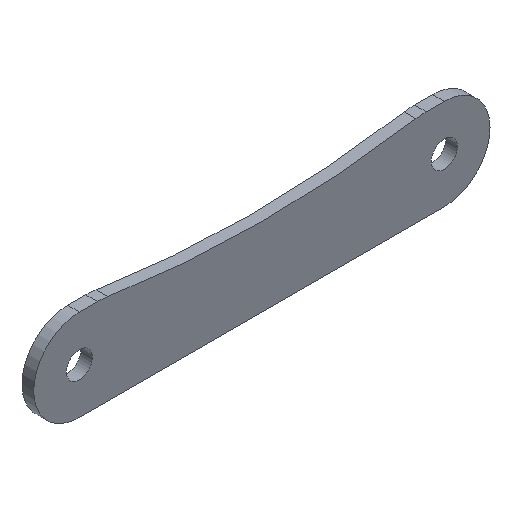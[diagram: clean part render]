
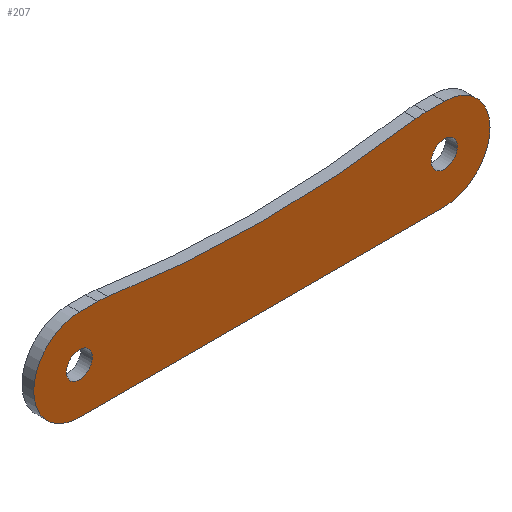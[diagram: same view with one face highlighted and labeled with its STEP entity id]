
A CAD part, isometric view. The second image highlights one B-rep face of the part: STEP entity #207.
In plain terms, the highlighted planar face has unit normal (0, -1, 0).
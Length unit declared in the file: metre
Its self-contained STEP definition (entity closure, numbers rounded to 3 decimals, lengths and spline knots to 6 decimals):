
#26=CIRCLE('',#240,0.0035);
#27=CIRCLE('',#241,0.0035);
#28=CIRCLE('',#242,0.005);
#29=CIRCLE('',#243,0.075);
#30=CIRCLE('',#244,0.005);
#31=CIRCLE('',#245,0.001);
#32=CIRCLE('',#246,0.001);
#43=ORIENTED_EDGE('',*,*,#99,.F.);
#44=ORIENTED_EDGE('',*,*,#100,.T.);
#45=ORIENTED_EDGE('',*,*,#101,.T.);
#46=ORIENTED_EDGE('',*,*,#102,.T.);
#47=ORIENTED_EDGE('',*,*,#103,.F.);
#48=ORIENTED_EDGE('',*,*,#104,.T.);
#49=ORIENTED_EDGE('',*,*,#105,.F.);
#50=ORIENTED_EDGE('',*,*,#106,.T.);
#51=ORIENTED_EDGE('',*,*,#107,.F.);
#52=ORIENTED_EDGE('',*,*,#108,.F.);
#99=EDGE_CURVE('',#127,#128,#140,.T.);
#100=EDGE_CURVE('',#127,#129,#26,.T.);
#101=EDGE_CURVE('',#129,#130,#141,.T.);
#102=EDGE_CURVE('',#130,#131,#27,.T.);
#103=EDGE_CURVE('',#132,#131,#142,.T.);
#104=EDGE_CURVE('',#132,#133,#28,.T.);
#105=EDGE_CURVE('',#134,#133,#29,.T.);
#106=EDGE_CURVE('',#134,#128,#30,.T.);
#107=EDGE_CURVE('',#135,#135,#31,.T.);
#108=EDGE_CURVE('',#136,#136,#32,.T.);
#127=VERTEX_POINT('',#349);
#128=VERTEX_POINT('',#350);
#129=VERTEX_POINT('',#352);
#130=VERTEX_POINT('',#354);
#131=VERTEX_POINT('',#356);
#132=VERTEX_POINT('',#358);
#133=VERTEX_POINT('',#360);
#134=VERTEX_POINT('',#362);
#135=VERTEX_POINT('',#365);
#136=VERTEX_POINT('',#367);
#140=LINE('',#348,#154);
#141=LINE('',#353,#155);
#142=LINE('',#357,#156);
#154=VECTOR('',#280,1.);
#155=VECTOR('',#283,1.);
#156=VECTOR('',#286,1.);
#168=EDGE_LOOP('',(#43,#44,#45,#46,#47,#48,#49,#50));
#169=EDGE_LOOP('',(#51));
#170=EDGE_LOOP('',(#52));
#186=FACE_BOUND('',#168,.T.);
#187=FACE_BOUND('',#169,.T.);
#188=FACE_BOUND('',#170,.T.);
#202=PLANE('',#239);
#207=ADVANCED_FACE('',(#186,#187,#188),#202,.T.);
#239=AXIS2_PLACEMENT_3D('',#347,#278,#279);
#240=AXIS2_PLACEMENT_3D('',#351,#281,#282);
#241=AXIS2_PLACEMENT_3D('',#355,#284,#285);
#242=AXIS2_PLACEMENT_3D('',#359,#287,#288);
#243=AXIS2_PLACEMENT_3D('',#361,#289,#290);
#244=AXIS2_PLACEMENT_3D('',#363,#291,#292);
#245=AXIS2_PLACEMENT_3D('',#364,#293,#294);
#246=AXIS2_PLACEMENT_3D('',#366,#295,#296);
#278=DIRECTION('',(0.,-1.,0.));
#279=DIRECTION('',(1.,0.,0.));
#280=DIRECTION('',(1.,0.,0.));
#281=DIRECTION('',(0.,-1.,0.));
#282=DIRECTION('',(0.,0.,-1.));
#283=DIRECTION('',(1.,0.,0.));
#284=DIRECTION('',(0.,-1.,0.));
#285=DIRECTION('',(0.,0.,-1.));
#286=DIRECTION('',(1.,0.,0.));
#287=DIRECTION('',(0.,-1.,0.));
#288=DIRECTION('',(0.,0.,-1.));
#289=DIRECTION('',(0.,-1.,0.));
#290=DIRECTION('',(0.,0.,-1.));
#291=DIRECTION('',(0.,-1.,0.));
#292=DIRECTION('',(0.,0.,-1.));
#293=DIRECTION('',(0.,-1.,0.));
#294=DIRECTION('',(0.,0.,-1.));
#295=DIRECTION('',(0.,-1.,0.));
#296=DIRECTION('',(0.,0.,-1.));
#347=CARTESIAN_POINT('',(0.014,-0.0009,0.07377));
#348=CARTESIAN_POINT('',(0.000695,-0.0009,0.0035));
#349=CARTESIAN_POINT('',(0.,-0.0009,0.0035));
#350=CARTESIAN_POINT('',(0.00139,-0.0009,0.0035));
#351=CARTESIAN_POINT('',(0.,-0.0009,0.));
#352=CARTESIAN_POINT('',(0.,-0.0009,-0.0035));
#353=CARTESIAN_POINT('',(0.014,-0.0009,-0.0035));
#354=CARTESIAN_POINT('',(0.028,-0.0009,-0.0035));
#355=CARTESIAN_POINT('',(0.028,-0.0009,0.));
#356=CARTESIAN_POINT('',(0.028,-0.0009,0.0035));
#357=CARTESIAN_POINT('',(0.000695,-0.0009,0.0035));
#358=CARTESIAN_POINT('',(0.02661,-0.0009,0.0035));
#359=CARTESIAN_POINT('',(0.02661,-0.0009,-0.0015));
#360=CARTESIAN_POINT('',(0.025821,-0.0009,0.003437));
#361=CARTESIAN_POINT('',(0.014,-0.0009,0.0775));
#362=CARTESIAN_POINT('',(0.002179,-0.0009,0.003438));
#363=CARTESIAN_POINT('',(0.00139,-0.0009,-0.0015));
#364=CARTESIAN_POINT('',(0.,-0.0009,0.));
#365=CARTESIAN_POINT('',(0.,-0.0009,-0.001));
#366=CARTESIAN_POINT('',(0.028,-0.0009,0.));
#367=CARTESIAN_POINT('',(0.028,-0.0009,-0.001));
